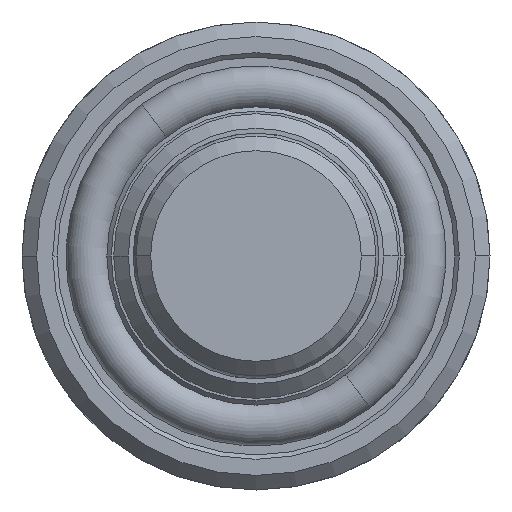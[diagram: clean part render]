
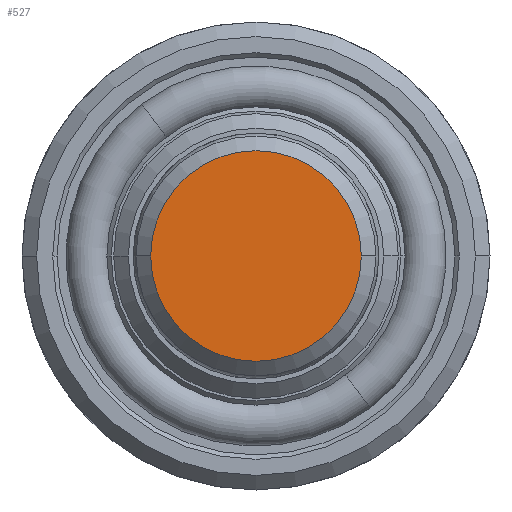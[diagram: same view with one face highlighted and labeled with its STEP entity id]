
A CAD part, left-side view. The second image highlights one B-rep face of the part: STEP entity #527.
In plain terms, the highlighted planar face has unit normal (-1, 0, 0).
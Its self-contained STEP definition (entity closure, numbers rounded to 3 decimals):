
#527=ADVANCED_FACE('NONE',(#1062),#1063,.T.);
#1062=FACE_OUTER_BOUND('',#3267,.T.);
#1063=PLANE('',#3268);
#3267=EDGE_LOOP('',(#4608,#4609));
#3268=AXIS2_PLACEMENT_3D('',#4610,#4611,#4612);
#4608=ORIENTED_EDGE('',*,*,#5203,.T.);
#4609=ORIENTED_EDGE('',*,*,#4728,.T.);
#4610=CARTESIAN_POINT('',(-34.2,0.,0.));
#4611=DIRECTION('',(-1.0,0.,0.));
#4612=DIRECTION('',(0.,0.,1.0));
#4728=EDGE_CURVE('NONE',#5375,#5376,#5377,.T.);
#5203=EDGE_CURVE('NONE',#5376,#5375,#6060,.T.);
#5375=VERTEX_POINT('NONE',#6472);
#5376=VERTEX_POINT('NONE',#6473);
#5377=CIRCLE('',#6474,3.6);
#6060=CIRCLE('',#9126,3.6);
#6472=CARTESIAN_POINT('',(-34.2,-3.6,0.));
#6473=CARTESIAN_POINT('',(-34.2,3.6,0.));
#6474=AXIS2_PLACEMENT_3D('',#9270,#9271,#9272);
#9126=AXIS2_PLACEMENT_3D('',#9544,#9545,#9546);
#9270=CARTESIAN_POINT('',(-34.2,0.,0.));
#9271=DIRECTION('',(-1.0,0.,0.));
#9272=DIRECTION('',(0.0,1.0,0.));
#9544=CARTESIAN_POINT('',(-34.2,0.,0.));
#9545=DIRECTION('',(-1.0,0.,0.));
#9546=DIRECTION('',(0.0,1.0,0.));
